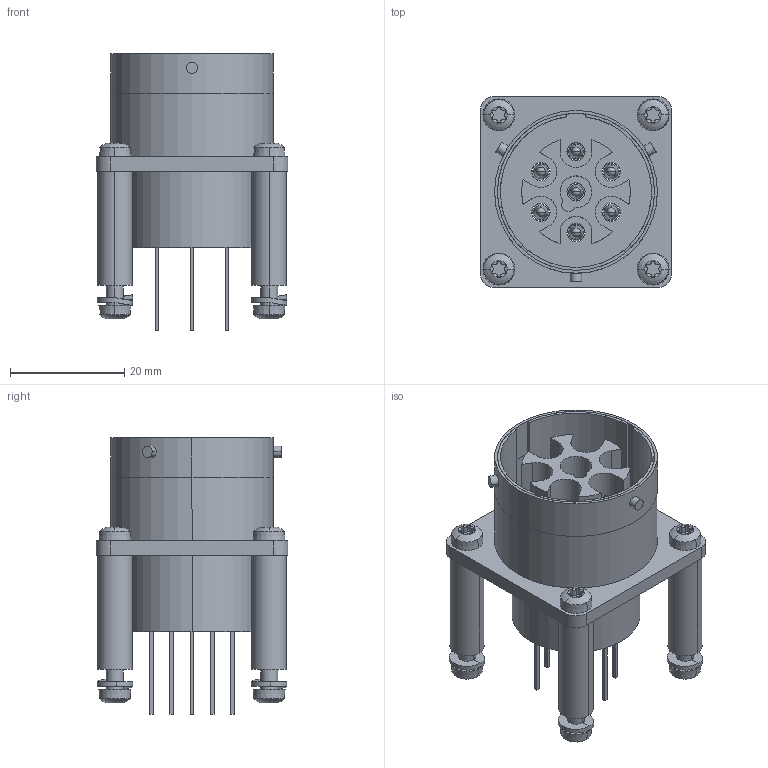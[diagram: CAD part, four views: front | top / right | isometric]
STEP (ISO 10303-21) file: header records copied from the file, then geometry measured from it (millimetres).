
FILE_DESCRIPTION((''),'2;1');
FILE_NAME('SOURIAU_EDA-02872-V1-0.stp','2013-11-12T16:10:36',(''),(''),'Mechanical Desktop 2011','Mechanical Desktop 2011',', , ');
FILE_SCHEMA(('AUTOMOTIVE_DESIGN { 1 2 10303 214 1 1 1 1 }'));
Length unit declared in the file: millimetre
Products named in the file (2): Product; 1
Bounding box: 33.55 x 33.55 x 48.5 mm (x, y, z)
Volume: 11691.3 mm3; surface area: 18036.8 mm2
Topology: 28 solids, 28 shells, 636 faces, 1550 edges, 999 vertices
Faces by surface type: cylinder 307, plane 223, cone 76, sphere 30
Entity records: 18052 total; most frequent: CARTESIAN_POINT 4110, DIRECTION 3084, ORIENTED_EDGE 2748, EDGE_CURVE 1374, AXIS2_PLACEMENT_3D 1241, VERTEX_POINT 891, EDGE_LOOP 651, CIRCLE 644
